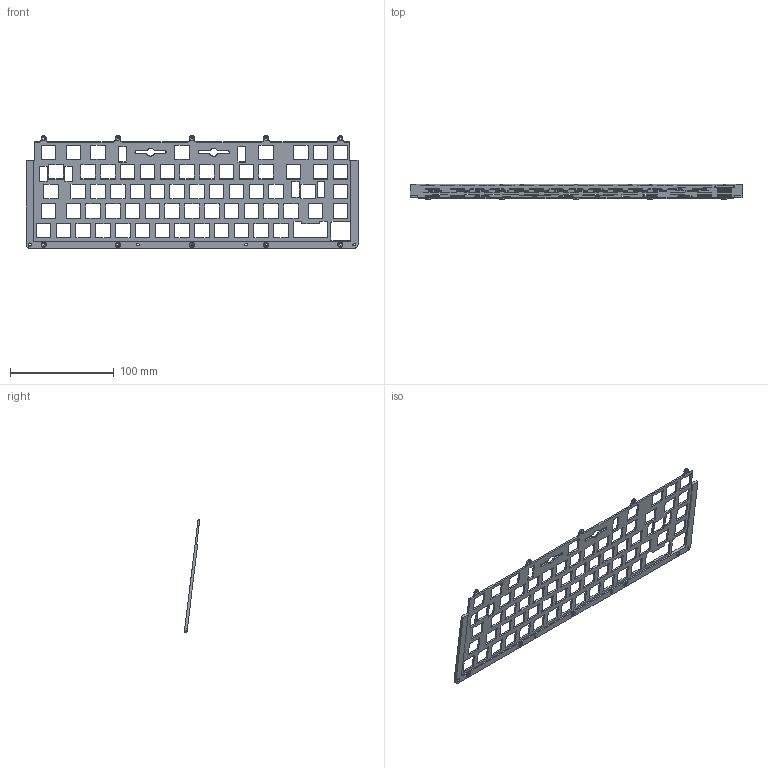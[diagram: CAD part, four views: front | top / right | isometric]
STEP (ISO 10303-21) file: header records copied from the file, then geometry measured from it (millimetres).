
FILE_DESCRIPTION(/* description */ (''),/* implementation_level */ '2;1');
FILE_NAME(/* name */ 'Plate.step',/* time_stamp */ '2020-12-08T11:19:56+08:00',/* author */ (''),/* organization */ (''),/* preprocessor_version */ 'ST-DEVELOPER v18.1',/* originating_system */ 'Autodesk Translation Framework v9.3.0.1241',/* authorisation */ '');
FILE_SCHEMA (('AUTOMOTIVE_DESIGN { 1 0 10303 214 3 1 1 }'));
Length unit declared in the file: millimetre
Products named in the file (1): Plate
Bounding box: 319.75 x 14.8 x 108.69 mm (x, y, z)
Volume: 30828.1 mm3; surface area: 45656.9 mm2
Topology: 1 solids, 1 shells, 405 faces, 1197 edges, 798 vertices
Faces by surface type: plane 336, cylinder 59, cone 10
Full cylindrical faces by diameter (mm): 2 x10, 2.5 x3, 3.25 x1, 5 x5
Entity records: 13761 total; most frequent: CARTESIAN_POINT 2401, ORIENTED_EDGE 2394, DIRECTION 2147, EDGE_CURVE 1197, LINE 1059, VECTOR 1059, VERTEX_POINT 798, EDGE_LOOP 585
